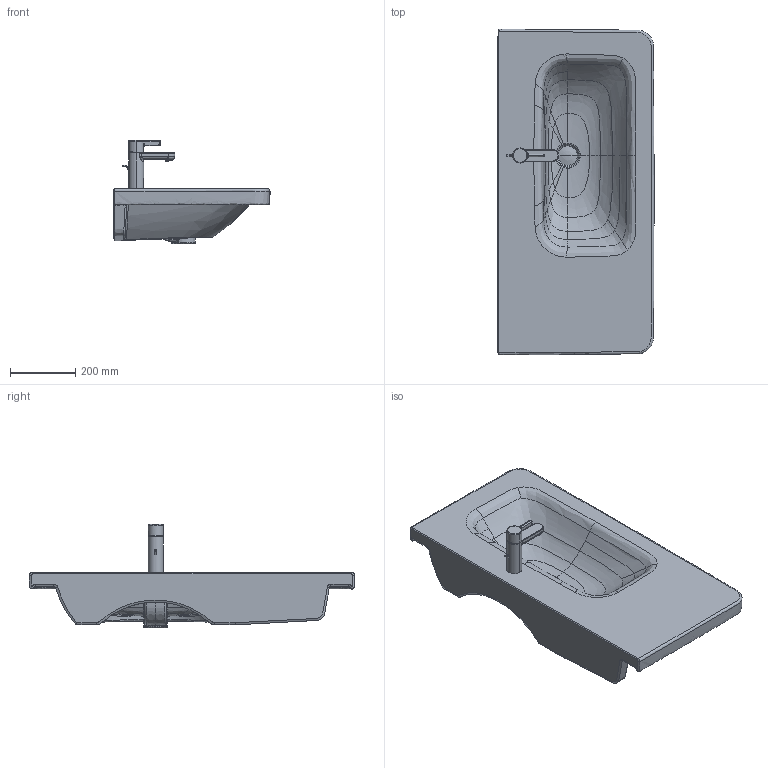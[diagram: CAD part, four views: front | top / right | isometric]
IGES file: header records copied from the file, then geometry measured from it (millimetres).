
Global section: file name: No Iges File Name specified; native system: Autodesk Inventor 2011; preprocessor: AutoDesk Inventor Iges Exporter R2011; author: Administrator; date: 20141024.204716; units: millimetre
Bounding box: 479.97 x 999.5 x 317.78 mm (x, y, z)
Volume: 22849094.6 mm3; surface area: 1571738.5 mm2
Topology: 7 solids, 7 shells, 529 faces, 1295 edges, 778 vertices
Faces by surface type: bspline 311, plane 80, revolution 63, cylinder 53, torus 16, cone 4, sphere 2
